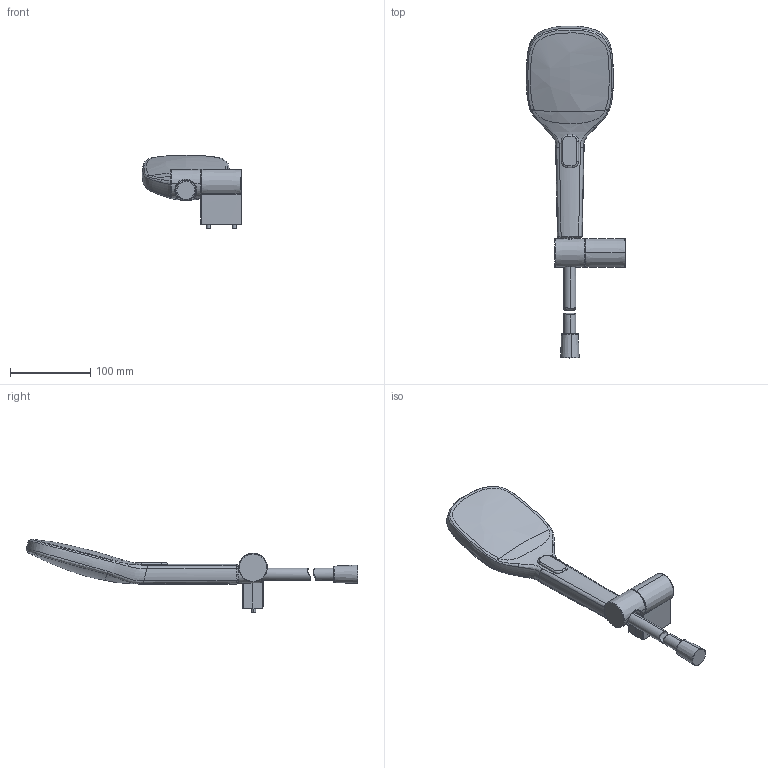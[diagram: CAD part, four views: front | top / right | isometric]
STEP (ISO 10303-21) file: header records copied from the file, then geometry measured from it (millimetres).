
FILE_DESCRIPTION (( 'STEP AP203' ), '1' );
FILE_NAME ('437(2017)+84380233.STEP', '2019-06-12T08:04:33', ( '' ), ( '' ), 'SwSTEP 2.0', 'SolidWorks 2016', '' );
FILE_SCHEMA (( 'CONFIG_CONTROL_DESIGN' ));
Length unit declared in the file: millimetre
Products named in the file (1): 437(2017)+84380233
Bounding box: 123.58 x 413.82 x 91.15 mm (x, y, z)
Volume: 588826.1 mm3; surface area: 77174.7 mm2
Topology: 5 solids, 5 shells, 130 faces, 298 edges, 182 vertices
Faces by surface type: bspline 55, cylinder 24, torus 18, plane 17, cone 14, sphere 2
Entity records: 23134 total; most frequent: CARTESIAN_POINT 20592, ORIENTED_EDGE 592, DIRECTION 377, EDGE_CURVE 296, VERTEX_POINT 182, AXIS2_PLACEMENT_3D 167, B_SPLINE_CURVE_WITH_KNOTS 154, EDGE_LOOP 136
